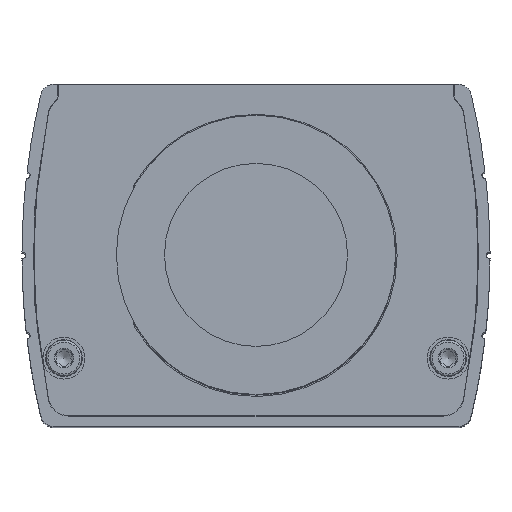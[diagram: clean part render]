
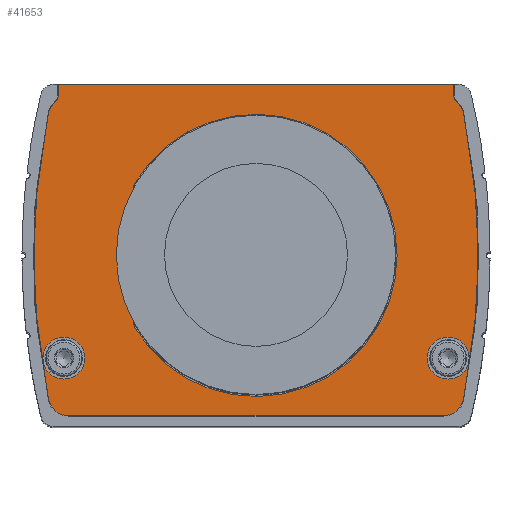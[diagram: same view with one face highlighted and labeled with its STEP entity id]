
A CAD part, top view. The second image highlights one B-rep face of the part: STEP entity #41653.
In plain terms, the highlighted planar face has unit normal (0, 0, 1).
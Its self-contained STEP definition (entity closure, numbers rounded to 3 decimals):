
#1647=FACE_BOUND('',#5612,.T.);
#1648=FACE_BOUND('',#5613,.T.);
#1649=FACE_BOUND('',#5614,.T.);
#1859=PLANE('',#43995);
#3357=FACE_OUTER_BOUND('',#5611,.T.);
#5611=EDGE_LOOP('',(#27175,#27176,#27177,#27178,#27179,#27180,#27181,#27182,
#27183,#27184,#27185,#27186,#27187,#27188,#27189,#27190,#27191,#27192));
#5612=EDGE_LOOP('',(#27193));
#5613=EDGE_LOOP('',(#27194));
#5614=EDGE_LOOP('',(#27195,#27196,#27197,#27198));
#8046=LINE('',#55950,#12213);
#8068=LINE('',#56033,#12235);
#8073=LINE('',#56050,#12240);
#8079=LINE('',#56073,#12246);
#8081=LINE('',#56076,#12248);
#8082=LINE('',#56079,#12249);
#8083=LINE('',#56081,#12250);
#12213=VECTOR('',#46576,10.);
#12235=VECTOR('',#46650,10.);
#12240=VECTOR('',#46669,10.);
#12246=VECTOR('',#46701,10.);
#12248=VECTOR('',#46705,10.);
#12249=VECTOR('',#46708,10.);
#12250=VECTOR('',#46709,10.);
#16377=CIRCLE('',#43946,1.);
#16378=CIRCLE('',#43949,1.);
#16381=CIRCLE('',#43953,1.);
#16383=CIRCLE('',#43956,2.95);
#16385=CIRCLE('',#43959,98.35);
#16386=CIRCLE('',#43962,3.);
#16388=CIRCLE('',#43965,3.);
#16391=CIRCLE('',#43969,2.95);
#16392=CIRCLE('',#43971,1.);
#16395=CIRCLE('',#43976,1.);
#16396=CIRCLE('',#43978,2.95);
#16399=CIRCLE('',#43983,1.);
#16401=CIRCLE('',#43986,98.35);
#16403=CIRCLE('',#43989,20.2);
#16405=CIRCLE('',#43992,2.95);
#16406=CIRCLE('',#43996,3.);
#16407=CIRCLE('',#43997,3.);
#17069=VERTEX_POINT('',#55940);
#17070=VERTEX_POINT('',#55942);
#17072=VERTEX_POINT('',#55948);
#17073=VERTEX_POINT('',#55952);
#17075=VERTEX_POINT('',#55955);
#17078=VERTEX_POINT('',#55962);
#17080=VERTEX_POINT('',#55966);
#17083=VERTEX_POINT('',#55973);
#17084=VERTEX_POINT('',#55975);
#17086=VERTEX_POINT('',#55981);
#17095=VERTEX_POINT('',#56002);
#17097=VERTEX_POINT('',#56008);
#17101=VERTEX_POINT('',#56017);
#17102=VERTEX_POINT('',#56019);
#17103=VERTEX_POINT('',#56023);
#17105=VERTEX_POINT('',#56026);
#17107=VERTEX_POINT('',#56032);
#17109=VERTEX_POINT('',#56038);
#17111=VERTEX_POINT('',#56042);
#17112=VERTEX_POINT('',#56049);
#17114=VERTEX_POINT('',#56056);
#17116=VERTEX_POINT('',#56062);
#17117=VERTEX_POINT('',#56078);
#17118=VERTEX_POINT('',#56080);
#21062=EDGE_CURVE('',#17069,#17070,#16377,.T.);
#21066=EDGE_CURVE('',#17069,#17072,#8046,.T.);
#21068=EDGE_CURVE('',#17073,#17075,#16378,.T.);
#21074=EDGE_CURVE('',#17080,#17078,#16381,.T.);
#21077=EDGE_CURVE('',#17083,#17084,#16383,.T.);
#21081=EDGE_CURVE('',#17086,#17083,#16385,.T.);
#21090=EDGE_CURVE('',#17095,#17095,#16386,.T.);
#21093=EDGE_CURVE('',#17097,#17097,#16388,.T.);
#21098=EDGE_CURVE('',#17101,#17102,#16391,.T.);
#21101=EDGE_CURVE('',#17103,#17105,#16392,.T.);
#21104=EDGE_CURVE('',#17105,#17107,#8068,.T.);
#21110=EDGE_CURVE('',#17111,#17109,#16395,.T.);
#21111=EDGE_CURVE('',#17075,#17086,#16396,.T.);
#21113=EDGE_CURVE('',#17107,#17112,#8073,.T.);
#21118=EDGE_CURVE('',#17114,#17072,#16399,.T.);
#21120=EDGE_CURVE('',#17102,#17116,#16401,.T.);
#21123=EDGE_CURVE('',#17114,#17070,#16403,.T.);
#21125=EDGE_CURVE('',#17116,#17080,#16405,.T.);
#21127=EDGE_CURVE('',#17084,#17101,#8079,.T.);
#21129=EDGE_CURVE('',#17112,#17111,#8081,.T.);
#21130=EDGE_CURVE('',#17109,#17117,#8082,.T.);
#21131=EDGE_CURVE('',#17118,#17103,#8083,.T.);
#21132=EDGE_CURVE('',#17118,#17078,#16406,.T.);
#21133=EDGE_CURVE('',#17073,#17117,#16407,.T.);
#27175=ORIENTED_EDGE('',*,*,#21130,.F.);
#27176=ORIENTED_EDGE('',*,*,#21110,.F.);
#27177=ORIENTED_EDGE('',*,*,#21129,.F.);
#27178=ORIENTED_EDGE('',*,*,#21113,.F.);
#27179=ORIENTED_EDGE('',*,*,#21104,.F.);
#27180=ORIENTED_EDGE('',*,*,#21101,.F.);
#27181=ORIENTED_EDGE('',*,*,#21131,.F.);
#27182=ORIENTED_EDGE('',*,*,#21132,.T.);
#27183=ORIENTED_EDGE('',*,*,#21074,.F.);
#27184=ORIENTED_EDGE('',*,*,#21125,.F.);
#27185=ORIENTED_EDGE('',*,*,#21120,.F.);
#27186=ORIENTED_EDGE('',*,*,#21098,.F.);
#27187=ORIENTED_EDGE('',*,*,#21127,.F.);
#27188=ORIENTED_EDGE('',*,*,#21077,.F.);
#27189=ORIENTED_EDGE('',*,*,#21081,.F.);
#27190=ORIENTED_EDGE('',*,*,#21111,.F.);
#27191=ORIENTED_EDGE('',*,*,#21068,.F.);
#27192=ORIENTED_EDGE('',*,*,#21133,.T.);
#27193=ORIENTED_EDGE('',*,*,#21090,.T.);
#27194=ORIENTED_EDGE('',*,*,#21093,.T.);
#27195=ORIENTED_EDGE('',*,*,#21123,.T.);
#27196=ORIENTED_EDGE('',*,*,#21062,.F.);
#27197=ORIENTED_EDGE('',*,*,#21066,.T.);
#27198=ORIENTED_EDGE('',*,*,#21118,.F.);
#41653=ADVANCED_FACE('',(#3357,#1647,#1648,#1649),#1859,.F.);
#43946=AXIS2_PLACEMENT_3D('',#55943,#46569,#46570);
#43949=AXIS2_PLACEMENT_3D('',#55956,#46580,#46581);
#43953=AXIS2_PLACEMENT_3D('',#55968,#46591,#46592);
#43956=AXIS2_PLACEMENT_3D('',#55976,#46598,#46599);
#43959=AXIS2_PLACEMENT_3D('',#55983,#46606,#46607);
#43962=AXIS2_PLACEMENT_3D('',#56003,#46620,#46621);
#43965=AXIS2_PLACEMENT_3D('',#56009,#46627,#46628);
#43969=AXIS2_PLACEMENT_3D('',#56020,#46637,#46638);
#43971=AXIS2_PLACEMENT_3D('',#56027,#46643,#46644);
#43976=AXIS2_PLACEMENT_3D('',#56044,#46659,#46660);
#43978=AXIS2_PLACEMENT_3D('',#56046,#46663,#46664);
#43983=AXIS2_PLACEMENT_3D('',#56058,#46677,#46678);
#43986=AXIS2_PLACEMENT_3D('',#56063,#46683,#46684);
#43989=AXIS2_PLACEMENT_3D('',#56067,#46690,#46691);
#43992=AXIS2_PLACEMENT_3D('',#56070,#46696,#46697);
#43995=AXIS2_PLACEMENT_3D('',#56077,#46706,#46707);
#43996=AXIS2_PLACEMENT_3D('',#56082,#46710,#46711);
#43997=AXIS2_PLACEMENT_3D('',#56083,#46712,#46713);
#46569=DIRECTION('center_axis',(0.,0.,1.));
#46570=DIRECTION('ref_axis',(-0.964,-0.265,0.));
#46576=DIRECTION('',(0.,1.,0.));
#46580=DIRECTION('center_axis',(0.,0.,1.));
#46581=DIRECTION('ref_axis',(-0.906,-0.424,0.));
#46591=DIRECTION('center_axis',(0.,0.,1.));
#46592=DIRECTION('ref_axis',(0.906,-0.424,0.));
#46598=DIRECTION('center_axis',(0.,0.,
-1.));
#46599=DIRECTION('ref_axis',(0.978,-0.209,0.));
#46606=DIRECTION('center_axis',(0.,0.,
-1.));
#46607=DIRECTION('ref_axis',(0.978,0.209,0.));
#46620=DIRECTION('center_axis',(0.,0.,-1.));
#46621=DIRECTION('ref_axis',(1.,0.,0.));
#46627=DIRECTION('center_axis',(0.,0.,-1.));
#46628=DIRECTION('ref_axis',(1.,0.,0.));
#46637=DIRECTION('center_axis',(0.,0.,
-1.));
#46638=DIRECTION('ref_axis',(0.,-1.,0.));
#46643=DIRECTION('center_axis',(0.,0.,1.));
#46644=DIRECTION('ref_axis',(0.906,-0.424,0.));
#46650=DIRECTION('',(0.,1.,0.));
#46659=DIRECTION('center_axis',(0.,0.,1.));
#46660=DIRECTION('ref_axis',(-0.906,-0.424,0.));
#46663=DIRECTION('center_axis',(0.,0.,
-1.));
#46664=DIRECTION('ref_axis',(0.519,0.855,0.));
#46669=DIRECTION('',(1.,0.,0.));
#46677=DIRECTION('center_axis',(0.,0.,1.));
#46678=DIRECTION('ref_axis',(-0.964,0.265,0.));
#46683=DIRECTION('center_axis',(0.,0.,
-1.));
#46684=DIRECTION('ref_axis',(-0.978,-0.209,0.));
#46690=DIRECTION('center_axis',(0.,0.,-1.));
#46691=DIRECTION('ref_axis',(1.,0.,0.));
#46696=DIRECTION('center_axis',(0.,0.,
-1.));
#46697=DIRECTION('ref_axis',(-0.978,0.209,0.));
#46701=DIRECTION('',(-1.,0.,0.));
#46705=DIRECTION('',(0.,-1.,0.));
#46706=DIRECTION('center_axis',(0.,0.,-1.));
#46707=DIRECTION('ref_axis',(0.,1.,0.));
#46708=DIRECTION('',(0.,-1.,0.));
#46709=DIRECTION('',(0.,1.,0.));
#46710=DIRECTION('center_axis',(0.,0.,1.));
#46711=DIRECTION('ref_axis',(-0.629,0.777,0.));
#46712=DIRECTION('center_axis',(0.,0.,1.));
#46713=DIRECTION('ref_axis',(0.629,0.777,0.));
#55940=CARTESIAN_POINT('',(-17.5,-9.818,50.));
#55942=CARTESIAN_POINT('',(-17.359,-10.329,50.));
#55943=CARTESIAN_POINT('Origin',(-16.5,-9.818,50.));
#55948=CARTESIAN_POINT('',(-17.5,9.818,50.));
#55950=CARTESIAN_POINT('',(-17.5,-10.089,50.));
#55952=CARTESIAN_POINT('',(28.507,22.268,50.));
#55955=CARTESIAN_POINT('',(28.691,22.065,50.));
#55956=CARTESIAN_POINT('Origin',(29.332,22.833,50.));
#55962=CARTESIAN_POINT('',(-28.507,22.268,50.));
#55966=CARTESIAN_POINT('',(-28.691,22.065,50.));
#55968=CARTESIAN_POINT('Origin',(-29.332,22.833,50.));
#55973=CARTESIAN_POINT('',(29.686,-20.615,50.));
#55975=CARTESIAN_POINT('',(26.801,-22.95,50.));
#55976=CARTESIAN_POINT('Origin',(26.801,-20.,50.));
#55981=CARTESIAN_POINT('',(29.686,20.415,50.));
#55983=CARTESIAN_POINT('Origin',(-66.5,-0.1,50.));
#56002=CARTESIAN_POINT('',(24.5,-14.7,50.));
#56003=CARTESIAN_POINT('Origin',(27.5,-14.7,50.));
#56008=CARTESIAN_POINT('',(-30.5,-14.7,50.));
#56009=CARTESIAN_POINT('Origin',(-27.5,-14.7,50.));
#56017=CARTESIAN_POINT('',(-26.801,-22.95,50.));
#56019=CARTESIAN_POINT('',(-29.686,-20.615,50.));
#56020=CARTESIAN_POINT('Origin',(-26.801,-20.,50.));
#56023=CARTESIAN_POINT('',(-28.382,22.521,50.));
#56026=CARTESIAN_POINT('',(-28.332,22.833,50.));
#56027=CARTESIAN_POINT('Origin',(-29.332,22.833,50.));
#56032=CARTESIAN_POINT('',(-28.332,24.5,50.));
#56033=CARTESIAN_POINT('',(-28.332,22.322,50.));
#56038=CARTESIAN_POINT('',(28.382,22.521,50.));
#56042=CARTESIAN_POINT('',(28.332,22.833,50.));
#56044=CARTESIAN_POINT('Origin',(29.332,22.833,50.));
#56046=CARTESIAN_POINT('Origin',(26.801,19.8,50.));
#56049=CARTESIAN_POINT('',(28.332,24.5,50.));
#56050=CARTESIAN_POINT('',(-28.332,24.5,50.));
#56056=CARTESIAN_POINT('',(-17.359,10.329,50.));
#56058=CARTESIAN_POINT('Origin',(-16.5,9.818,50.));
#56062=CARTESIAN_POINT('',(-29.686,20.415,50.));
#56063=CARTESIAN_POINT('Origin',(66.5,-0.1,50.));
#56067=CARTESIAN_POINT('Origin',(0.,0.,
50.));
#56070=CARTESIAN_POINT('Origin',(-26.801,19.8,50.));
#56073=CARTESIAN_POINT('',(26.801,-22.95,50.));
#56076=CARTESIAN_POINT('',(28.332,24.45,50.));
#56077=CARTESIAN_POINT('Origin',(0.,1.036,
50.));
#56078=CARTESIAN_POINT('',(28.382,22.35,50.));
#56079=CARTESIAN_POINT('',(28.382,11.877,50.));
#56080=CARTESIAN_POINT('',(-28.382,22.35,50.));
#56081=CARTESIAN_POINT('',(-28.382,11.877,50.));
#56082=CARTESIAN_POINT('Origin',(-26.801,19.8,50.));
#56083=CARTESIAN_POINT('Origin',(26.801,19.8,50.));
